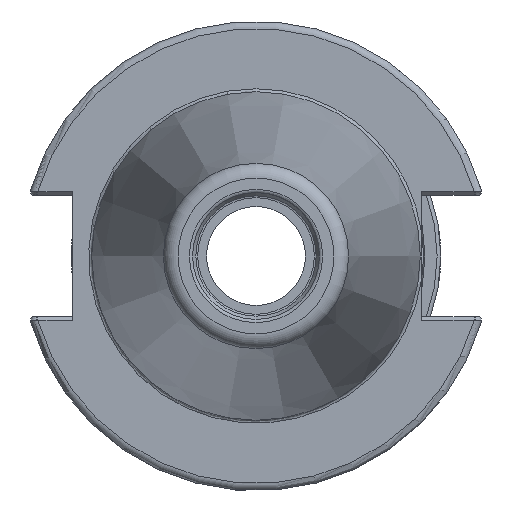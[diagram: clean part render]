
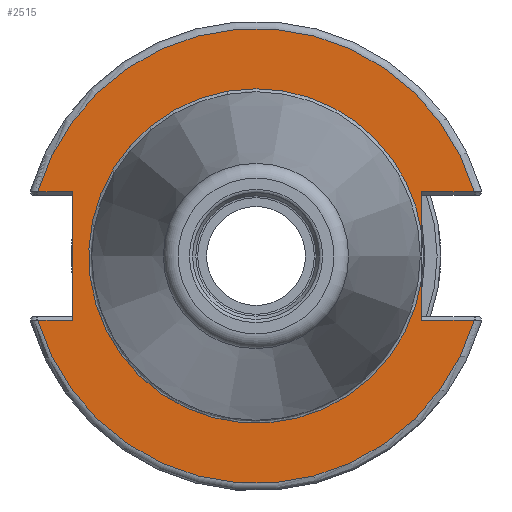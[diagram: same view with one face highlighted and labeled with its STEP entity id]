
A CAD part, left-side view. The second image highlights one B-rep face of the part: STEP entity #2515.
In plain terms, the highlighted planar face has unit normal (-1, 0, 0).
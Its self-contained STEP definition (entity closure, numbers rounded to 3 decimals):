
#168=PLANE('',#2676);
#228=FACE_OUTER_BOUND('',#368,.T.);
#368=EDGE_LOOP('',(#1694,#1695,#1696,#1697,#1698,#1699,#1700,#1701,#1702,
#1703,#1704));
#520=LINE('',#3698,#678);
#527=LINE('',#3820,#685);
#528=LINE('',#3824,#686);
#529=LINE('',#3826,#687);
#530=LINE('',#3828,#688);
#531=LINE('',#3832,#689);
#532=LINE('',#3834,#690);
#678=VECTOR('',#2968,10.);
#685=VECTOR('',#2979,10.);
#686=VECTOR('',#2982,10.);
#687=VECTOR('',#2983,10.);
#688=VECTOR('',#2984,10.);
#689=VECTOR('',#2987,10.);
#690=VECTOR('',#2988,10.);
#836=CIRCLE('',#2677,30.775);
#837=CIRCLE('',#2678,30.775);
#838=CIRCLE('',#2679,22.625);
#839=CIRCLE('',#2680,22.625);
#998=VERTEX_POINT('',#3695);
#999=VERTEX_POINT('',#3697);
#1007=VERTEX_POINT('',#3819);
#1008=VERTEX_POINT('',#3821);
#1009=VERTEX_POINT('',#3823);
#1010=VERTEX_POINT('',#3825);
#1011=VERTEX_POINT('',#3827);
#1012=VERTEX_POINT('',#3829);
#1013=VERTEX_POINT('',#3831);
#1014=VERTEX_POINT('',#3833);
#1015=VERTEX_POINT('',#3835);
#1276=EDGE_CURVE('',#998,#999,#520,.T.);
#1288=EDGE_CURVE('',#1007,#999,#527,.T.);
#1289=EDGE_CURVE('',#1008,#998,#836,.T.);
#1290=EDGE_CURVE('',#1009,#1008,#528,.T.);
#1291=EDGE_CURVE('',#1009,#1010,#529,.T.);
#1292=EDGE_CURVE('',#1011,#1010,#530,.T.);
#1293=EDGE_CURVE('',#1012,#1011,#837,.T.);
#1294=EDGE_CURVE('',#1013,#1012,#531,.T.);
#1295=EDGE_CURVE('',#1013,#1014,#532,.T.);
#1296=EDGE_CURVE('',#1014,#1015,#838,.T.);
#1297=EDGE_CURVE('',#1015,#1007,#839,.T.);
#1694=ORIENTED_EDGE('',*,*,#1288,.T.);
#1695=ORIENTED_EDGE('',*,*,#1276,.F.);
#1696=ORIENTED_EDGE('',*,*,#1289,.F.);
#1697=ORIENTED_EDGE('',*,*,#1290,.F.);
#1698=ORIENTED_EDGE('',*,*,#1291,.T.);
#1699=ORIENTED_EDGE('',*,*,#1292,.F.);
#1700=ORIENTED_EDGE('',*,*,#1293,.F.);
#1701=ORIENTED_EDGE('',*,*,#1294,.F.);
#1702=ORIENTED_EDGE('',*,*,#1295,.T.);
#1703=ORIENTED_EDGE('',*,*,#1296,.T.);
#1704=ORIENTED_EDGE('',*,*,#1297,.T.);
#2515=ADVANCED_FACE('',(#228),#168,.T.);
#2676=AXIS2_PLACEMENT_3D('',#3818,#2977,#2978);
#2677=AXIS2_PLACEMENT_3D('',#3822,#2980,#2981);
#2678=AXIS2_PLACEMENT_3D('',#3830,#2985,#2986);
#2679=AXIS2_PLACEMENT_3D('',#3836,#2989,#2990);
#2680=AXIS2_PLACEMENT_3D('',#3837,#2991,#2992);
#2968=DIRECTION('',(0.,1.,0.));
#2977=DIRECTION('center_axis',(-1.,0.,0.));
#2978=DIRECTION('ref_axis',(0.,0.,1.));
#2979=DIRECTION('',(0.,0.,1.));
#2980=DIRECTION('center_axis',(1.,0.,0.));
#2981=DIRECTION('ref_axis',(0.,0.,-1.));
#2982=DIRECTION('',(0.,1.,0.));
#2983=DIRECTION('',(0.,0.,-1.));
#2984=DIRECTION('',(0.,-1.,0.));
#2985=DIRECTION('center_axis',(1.,0.,0.));
#2986=DIRECTION('ref_axis',(0.,0.,-1.));
#2987=DIRECTION('',(0.,-1.,0.));
#2988=DIRECTION('',(0.,0.,1.));
#2989=DIRECTION('center_axis',(1.,0.,0.));
#2990=DIRECTION('ref_axis',(0.,0.,-1.));
#2991=DIRECTION('center_axis',(1.,0.,0.));
#2992=DIRECTION('ref_axis',(0.,0.,-1.));
#3695=CARTESIAN_POINT('',(1.,-29.523,8.69));
#3697=CARTESIAN_POINT('',(1.,-22.41,8.69));
#3698=CARTESIAN_POINT('',(1.,4.182,8.69));
#3818=CARTESIAN_POINT('Origin',(1.,30.775,0.));
#3819=CARTESIAN_POINT('',(1.,-22.41,3.112));
#3820=CARTESIAN_POINT('',(1.,-22.41,-4.095));
#3821=CARTESIAN_POINT('',(1.,29.523,8.69));
#3822=CARTESIAN_POINT('Origin',(1.,0.,0.));
#3823=CARTESIAN_POINT('',(1.,24.8,8.69));
#3824=CARTESIAN_POINT('',(1.,38.399,8.69));
#3825=CARTESIAN_POINT('',(1.,24.8,-8.69));
#3826=CARTESIAN_POINT('',(1.,24.8,4.095));
#3827=CARTESIAN_POINT('',(1.,29.523,-8.69));
#3828=CARTESIAN_POINT('',(1.,27.788,-8.69));
#3829=CARTESIAN_POINT('',(1.,-29.523,-8.69));
#3830=CARTESIAN_POINT('Origin',(1.,0.,0.));
#3831=CARTESIAN_POINT('',(1.,-22.41,-8.69));
#3832=CARTESIAN_POINT('',(1.,-6.591,-8.69));
#3833=CARTESIAN_POINT('',(1.,-22.41,-3.112));
#3834=CARTESIAN_POINT('',(1.,-22.41,-4.095));
#3835=CARTESIAN_POINT('',(1.,0.,22.625));
#3836=CARTESIAN_POINT('Origin',(1.,0.,0.));
#3837=CARTESIAN_POINT('Origin',(1.,0.,0.));
